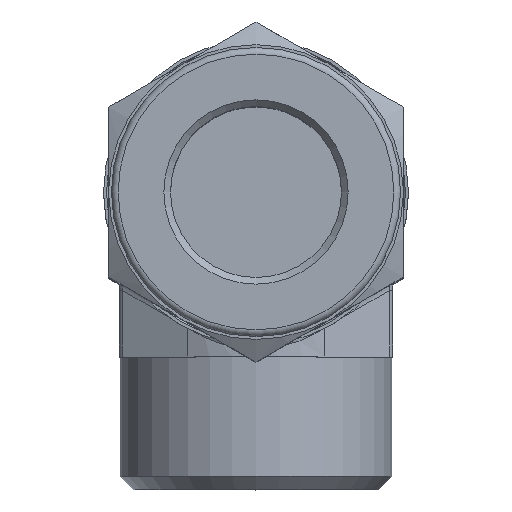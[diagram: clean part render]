
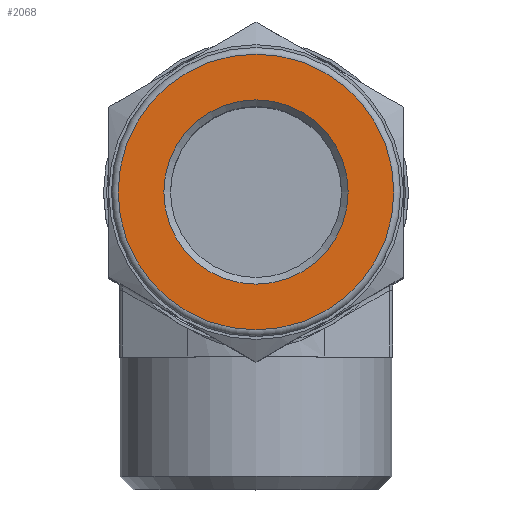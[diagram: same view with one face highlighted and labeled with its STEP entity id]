
A CAD part, top view. The second image highlights one B-rep face of the part: STEP entity #2068.
In plain terms, the highlighted planar face has unit normal (0, 0, 1).
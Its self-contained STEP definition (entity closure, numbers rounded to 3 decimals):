
#118=FACE_BOUND('',#451,.T.);
#183=CIRCLE('',#2277,6.95);
#184=CIRCLE('',#2279,10.4);
#304=FACE_OUTER_BOUND('',#450,.T.);
#450=EDGE_LOOP('',(#1604));
#451=EDGE_LOOP('',(#1605));
#943=VERTEX_POINT('',#3436);
#944=VERTEX_POINT('',#3440);
#1182=EDGE_CURVE('',#943,#943,#183,.T.);
#1183=EDGE_CURVE('',#944,#944,#184,.T.);
#1604=ORIENTED_EDGE('',*,*,#1183,.F.);
#1605=ORIENTED_EDGE('',*,*,#1182,.T.);
#1977=PLANE('',#2278);
#2068=ADVANCED_FACE('',(#304,#118),#1977,.T.);
#2277=AXIS2_PLACEMENT_3D('',#3438,#2694,#2695);
#2278=AXIS2_PLACEMENT_3D('',#3439,#2696,#2697);
#2279=AXIS2_PLACEMENT_3D('',#3441,#2698,#2699);
#2694=DIRECTION('center_axis',(0.,0.,-1.));
#2695=DIRECTION('ref_axis',(1.,0.,0.));
#2696=DIRECTION('center_axis',(0.,0.,1.));
#2697=DIRECTION('ref_axis',(1.,0.,0.));
#2698=DIRECTION('center_axis',(0.,0.,-1.));
#2699=DIRECTION('ref_axis',(1.,0.,0.));
#3436=CARTESIAN_POINT('',(0.,-6.95,36.101));
#3438=CARTESIAN_POINT('Origin',(0.,0.,36.101));
#3439=CARTESIAN_POINT('Origin',(0.,10.4,36.101));
#3440=CARTESIAN_POINT('',(10.4,0.,36.101));
#3441=CARTESIAN_POINT('Origin',(0.,0.,36.101));
